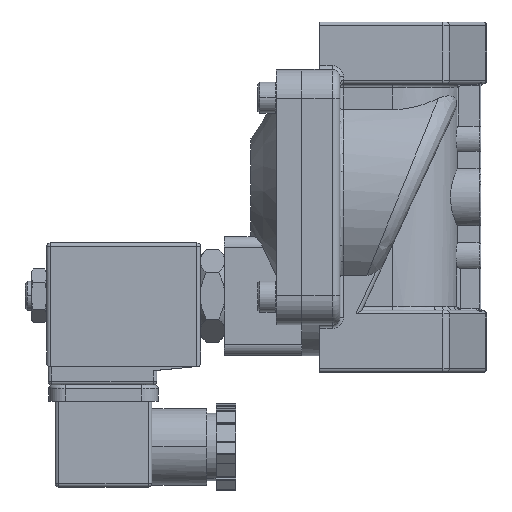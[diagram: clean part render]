
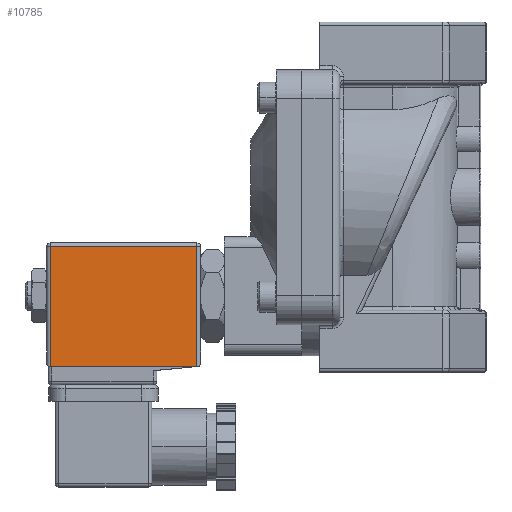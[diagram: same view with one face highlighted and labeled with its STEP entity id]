
A CAD part, left-side view. The second image highlights one B-rep face of the part: STEP entity #10785.
In plain terms, the highlighted planar face has unit normal (-1, 0, 0).
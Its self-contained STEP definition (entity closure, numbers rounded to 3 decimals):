
#176 = CARTESIAN_POINT ( 'NONE',  ( -14.95, 78.6, 35.45 ) ) ;
#349 = VECTOR ( 'NONE', #13830, 1000. ) ;
#432 = VECTOR ( 'NONE', #7263, 1000. ) ;
#1394 = DIRECTION ( 'NONE',  ( 0., 0., 1. ) ) ;
#1427 = LINE ( 'NONE', #14114, #7946 ) ;
#1451 = AXIS2_PLACEMENT_3D ( 'NONE', #176, #8707, #1394 ) ;
#2024 = FACE_OUTER_BOUND ( 'NONE', #2250, .T. ) ;
#2250 = EDGE_LOOP ( 'NONE', ( #3787, #8502, #10237, #6045 ) ) ;
#2730 = VERTEX_POINT ( 'NONE', #6991 ) ;
#3787 = ORIENTED_EDGE ( 'NONE', *, *, #6873, .T. ) ;
#4940 = CARTESIAN_POINT ( 'NONE',  ( -14.95, 120.8, 1.55 ) ) ;
#5561 = EDGE_CURVE ( 'NONE', #15432, #10469, #6257, .T. ) ;
#5877 = VECTOR ( 'NONE', #7007, 1000. ) ;
#6045 = ORIENTED_EDGE ( 'NONE', *, *, #5561, .T. ) ;
#6257 = LINE ( 'NONE', #14318, #5877 ) ;
#6873 = EDGE_CURVE ( 'NONE', #10469, #2730, #1427, .T. ) ;
#6991 = CARTESIAN_POINT ( 'NONE',  ( -14.95, 119.8, 34.45 ) ) ;
#7007 = DIRECTION ( 'NONE',  ( 0., 0., 1. ) ) ;
#7263 = DIRECTION ( 'NONE',  ( 0., -1., 0. ) ) ;
#7946 = VECTOR ( 'NONE', #9254, 1000. ) ;
#8502 = ORIENTED_EDGE ( 'NONE', *, *, #9612, .T. ) ;
#8707 = DIRECTION ( 'NONE',  ( 1., 0., 0. ) ) ;
#9254 = DIRECTION ( 'NONE',  ( 0., 1., 0. ) ) ;
#9612 = EDGE_CURVE ( 'NONE', #2730, #13626, #13727, .T. ) ;
#10179 = LINE ( 'NONE', #4940, #432 ) ;
#10237 = ORIENTED_EDGE ( 'NONE', *, *, #14236, .T. ) ;
#10469 = VERTEX_POINT ( 'NONE', #14004 ) ;
#10785 = ADVANCED_FACE ( 'NONE', ( #2024 ), #14797, .F. ) ;
#11393 = CARTESIAN_POINT ( 'NONE',  ( -14.95, 119.8, 35.45 ) ) ;
#13626 = VERTEX_POINT ( 'NONE', #14330 ) ;
#13727 = LINE ( 'NONE', #11393, #349 ) ;
#13830 = DIRECTION ( 'NONE',  ( 0., 0., -1. ) ) ;
#14004 = CARTESIAN_POINT ( 'NONE',  ( -14.95, 79.6, 34.45 ) ) ;
#14114 = CARTESIAN_POINT ( 'NONE',  ( -14.95, 78.6, 34.45 ) ) ;
#14236 = EDGE_CURVE ( 'NONE', #13626, #15432, #10179, .T. ) ;
#14318 = CARTESIAN_POINT ( 'NONE',  ( -14.95, 79.6, 35.45 ) ) ;
#14330 = CARTESIAN_POINT ( 'NONE',  ( -14.95, 119.8, 1.55 ) ) ;
#14557 = CARTESIAN_POINT ( 'NONE',  ( -14.95, 79.6, 1.55 ) ) ;
#14797 = PLANE ( 'NONE',  #1451 ) ;
#15432 = VERTEX_POINT ( 'NONE', #14557 ) ;
